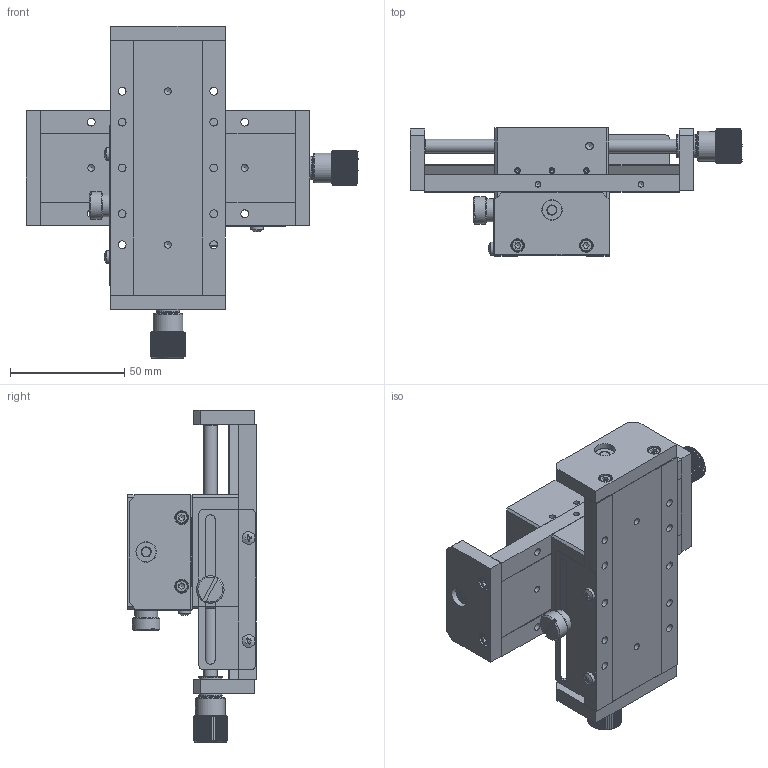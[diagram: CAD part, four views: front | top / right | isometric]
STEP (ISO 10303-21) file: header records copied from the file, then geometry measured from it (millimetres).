
FILE_DESCRIPTION (( 'STEP AP203' ), '1' );
FILE_NAME ('528826.STEP', '2024-10-16T01:25:17', ( 'Windows User' ), ( 'P R C' ), 'SwSTEP 2.0', 'SolidWorks 2020', '' );
FILE_SCHEMA (( 'CONFIG_CONTROL_DESIGN' ));
Products named in the file (1): 528826
Bounding box: 145 x 56 x 145 mm (x, y, z)
Surface area: 98198.3 mm2 (no closed solid volume)
Topology: 0 solids, 48 shells, 1650 faces, 3738 edges, 2260 vertices
Faces by surface type: plane 806, cylinder 414, cone 374, bspline 56
Full cylindrical faces by diameter (mm): 1.5 x4, 2.05 x12, 2.5 x40, 2.9 x8, 3 x24, 3.1 x4, 3.3 x4, 3.4 x30, 3.5 x2, 3.93 x2, 4 x22, 4.5 x8, 5 x8, 5.5 x8, 5.6 x4, 6 x12, 6.5 x22, 7 x2, 8.5 x2, 9 x10, 10 x2, 10.3 x6, 11 x4, 11.5 x2, 12 x4, 13 x2
Entity records: 61242 total; most frequent: CARTESIAN_POINT 27947, DIRECTION 6762, ORIENTED_EDGE 6332, EDGE_CURVE 3174, AXIS2_PLACEMENT_3D 2759, EDGE_LOOP 2246, VERTEX_POINT 2094, FACE_OUTER_BOUND 1910
